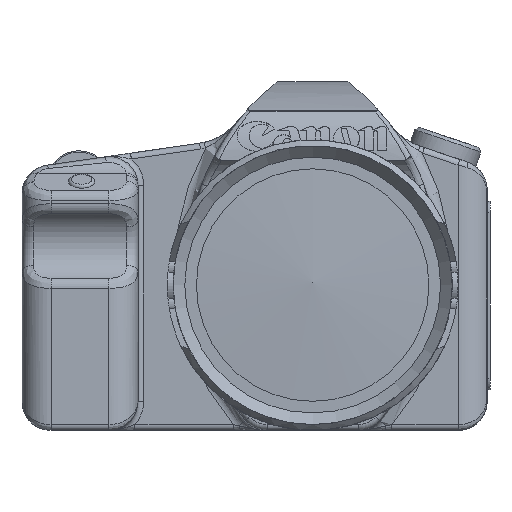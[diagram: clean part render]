
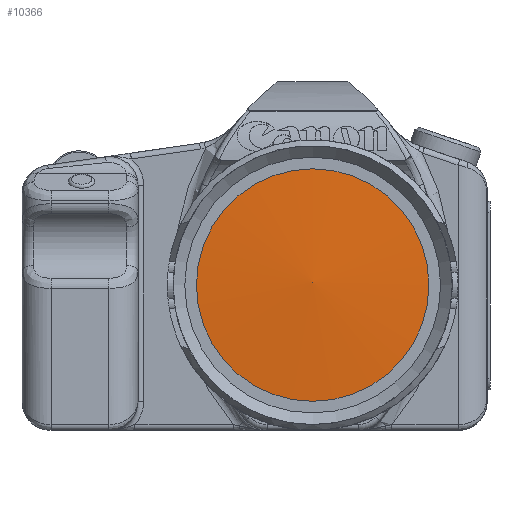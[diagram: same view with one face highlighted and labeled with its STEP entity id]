
A CAD part, front view. The second image highlights one B-rep face of the part: STEP entity #10366.
In plain terms, the highlighted toroidal (fillet/blend) face has major radius 0.263 mm and minor radius 205.758 mm.
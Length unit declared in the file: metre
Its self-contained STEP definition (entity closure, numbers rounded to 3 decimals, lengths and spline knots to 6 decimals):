
#110=VERTEX_LOOP('',#7319);
#111=DEGENERATE_TOROIDAL_SURFACE('',#13262,0.000263,0.205758,
 .F.);
#2795=ORIENTED_EDGE('',*,*,#5805,.T.);
#5805=EDGE_CURVE('',#7318,#7318,#8350,.T.);
#7318=VERTEX_POINT('',#16830);
#7319=VERTEX_POINT('',#16833);
#8350=CIRCLE('',#13260,0.02);
#8586=EDGE_LOOP('',(#2795));
#9334=FACE_BOUND('',#110,.T.);
#9335=FACE_BOUND('',#8586,.T.);
#10366=ADVANCED_FACE('',(#9334,#9335),#111,.F.);
#13260=AXIS2_PLACEMENT_3D('',#16829,#14228,#14229);
#13262=AXIS2_PLACEMENT_3D('',#16832,#14232,#14233);
#14228=DIRECTION('',(0.,-1.,0.));
#14229=DIRECTION('',(0.,0.,-1.));
#14232=DIRECTION('',(0.,1.,0.));
#14233=DIRECTION('',(0.,0.,1.));
#16829=CARTESIAN_POINT('',(0.01,-0.0915,0.025));
#16830=CARTESIAN_POINT('',(0.01,-0.0915,0.005));
#16832=CARTESIAN_POINT('',(0.01,0.113258,0.025));
#16833=CARTESIAN_POINT('',(0.01,-0.0925,0.025));
